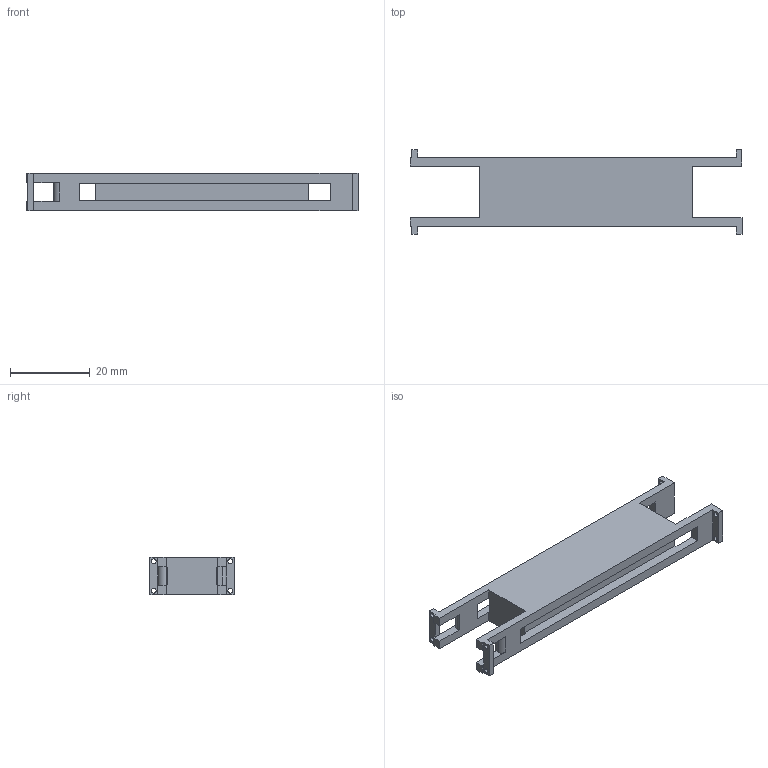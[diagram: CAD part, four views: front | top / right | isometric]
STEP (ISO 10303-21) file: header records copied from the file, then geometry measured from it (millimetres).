
FILE_DESCRIPTION (( 'STEP AP214' ), '1' );
FILE_NAME ('OrtaBacakXYZ.STEP', '2020-11-25T13:36:41', ( '' ), ( '' ), 'SwSTEP 2.0', 'SolidWorks 2018', '' );
FILE_SCHEMA (( 'AUTOMOTIVE_DESIGN' ));
Length unit declared in the file: millimetre
Products named in the file (1): OrtaBacakXYZ
Bounding box: 83.37 x 21.23 x 9.38 mm (x, y, z)
Volume: 8431.2 mm3; surface area: 5173.8 mm2
Topology: 1 solids, 1 shells, 67 faces, 217 edges, 142 vertices
Faces by surface type: plane 48, cylinder 19
Entity records: 2455 total; most frequent: ORIENTED_EDGE 434, CARTESIAN_POINT 427, DIRECTION 391, EDGE_CURVE 217, VECTOR 179, LINE 179, VERTEX_POINT 142, AXIS2_PLACEMENT_3D 106
